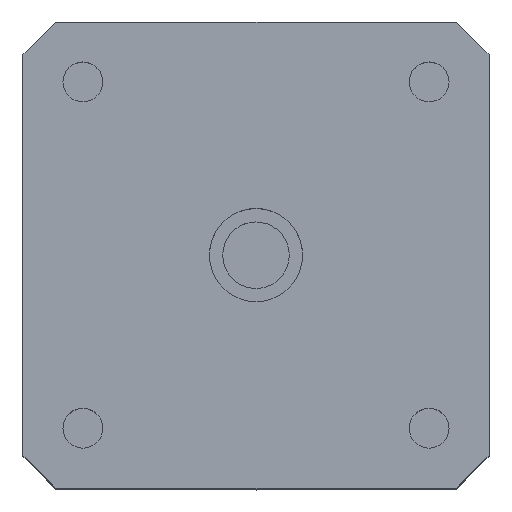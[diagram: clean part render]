
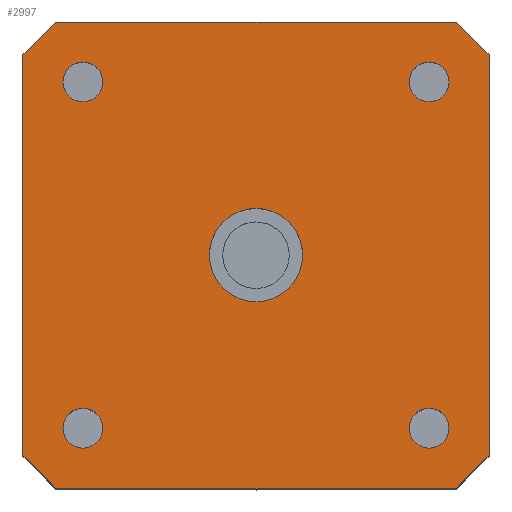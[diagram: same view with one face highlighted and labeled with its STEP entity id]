
A CAD part, top view. The second image highlights one B-rep face of the part: STEP entity #2997.
In plain terms, the highlighted face is planar.
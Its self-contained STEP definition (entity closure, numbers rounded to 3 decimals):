
#228=FACE_BOUND('',#541,.T.);
#229=FACE_BOUND('',#542,.T.);
#230=FACE_BOUND('',#543,.T.);
#231=FACE_BOUND('',#544,.T.);
#232=FACE_BOUND('',#545,.T.);
#282=PLANE('',#3277);
#361=FACE_OUTER_BOUND('',#540,.T.);
#540=EDGE_LOOP('',(#2063,#2064,#2065,#2066,#2067,#2068,#2069,#2070));
#541=EDGE_LOOP('',(#2071));
#542=EDGE_LOOP('',(#2072));
#543=EDGE_LOOP('',(#2073));
#544=EDGE_LOOP('',(#2074));
#545=EDGE_LOOP('',(#2075));
#758=LINE('',#4359,#985);
#761=LINE('',#4365,#988);
#764=LINE('',#4371,#991);
#767=LINE('',#4377,#994);
#770=LINE('',#4383,#997);
#773=LINE('',#4389,#1000);
#776=LINE('',#4395,#1003);
#779=LINE('',#4400,#1006);
#985=VECTOR('',#3576,30.054);
#988=VECTOR('',#3581,3.497);
#991=VECTOR('',#3586,30.054);
#994=VECTOR('',#3591,3.497);
#997=VECTOR('',#3596,30.054);
#1000=VECTOR('',#3601,3.497);
#1003=VECTOR('',#3606,30.054);
#1006=VECTOR('',#3611,3.497);
#1206=CIRCLE('',#3255,3.5);
#1208=CIRCLE('',#3258,1.5);
#1210=CIRCLE('',#3261,1.5);
#1212=CIRCLE('',#3264,1.5);
#1214=CIRCLE('',#3267,1.5);
#1284=VERTEX_POINT('',#4325);
#1286=VERTEX_POINT('',#4331);
#1288=VERTEX_POINT('',#4337);
#1290=VERTEX_POINT('',#4343);
#1292=VERTEX_POINT('',#4349);
#1294=VERTEX_POINT('',#4355);
#1296=VERTEX_POINT('',#4358);
#1298=VERTEX_POINT('',#4364);
#1300=VERTEX_POINT('',#4370);
#1302=VERTEX_POINT('',#4376);
#1304=VERTEX_POINT('',#4382);
#1306=VERTEX_POINT('',#4388);
#1308=VERTEX_POINT('',#4394);
#1573=EDGE_CURVE('',#1284,#1284,#1206,.T.);
#1576=EDGE_CURVE('',#1286,#1286,#1208,.T.);
#1579=EDGE_CURVE('',#1288,#1288,#1210,.T.);
#1582=EDGE_CURVE('',#1290,#1290,#1212,.T.);
#1585=EDGE_CURVE('',#1292,#1292,#1214,.T.);
#1589=EDGE_CURVE('',#1296,#1294,#758,.T.);
#1592=EDGE_CURVE('',#1298,#1296,#761,.T.);
#1595=EDGE_CURVE('',#1300,#1298,#764,.T.);
#1598=EDGE_CURVE('',#1302,#1300,#767,.T.);
#1601=EDGE_CURVE('',#1304,#1302,#770,.T.);
#1604=EDGE_CURVE('',#1306,#1304,#773,.T.);
#1607=EDGE_CURVE('',#1308,#1306,#776,.T.);
#1610=EDGE_CURVE('',#1294,#1308,#779,.T.);
#2063=ORIENTED_EDGE('',*,*,#1589,.T.);
#2064=ORIENTED_EDGE('',*,*,#1610,.T.);
#2065=ORIENTED_EDGE('',*,*,#1607,.T.);
#2066=ORIENTED_EDGE('',*,*,#1604,.T.);
#2067=ORIENTED_EDGE('',*,*,#1601,.T.);
#2068=ORIENTED_EDGE('',*,*,#1598,.T.);
#2069=ORIENTED_EDGE('',*,*,#1595,.T.);
#2070=ORIENTED_EDGE('',*,*,#1592,.T.);
#2071=ORIENTED_EDGE('',*,*,#1585,.T.);
#2072=ORIENTED_EDGE('',*,*,#1582,.T.);
#2073=ORIENTED_EDGE('',*,*,#1579,.T.);
#2074=ORIENTED_EDGE('',*,*,#1576,.T.);
#2075=ORIENTED_EDGE('',*,*,#1573,.T.);
#2997=ADVANCED_FACE('',(#361,#228,#229,#230,#231,#232),#282,.T.);
#3255=AXIS2_PLACEMENT_3D('',#4326,#3540,#3541);
#3258=AXIS2_PLACEMENT_3D('',#4332,#3547,#3548);
#3261=AXIS2_PLACEMENT_3D('',#4338,#3554,#3555);
#3264=AXIS2_PLACEMENT_3D('',#4344,#3561,#3562);
#3267=AXIS2_PLACEMENT_3D('',#4350,#3568,#3569);
#3277=AXIS2_PLACEMENT_3D('',#4402,#3613,#3614);
#3540=DIRECTION('center_axis',(0.,0.,1.));
#3541=DIRECTION('ref_axis',(1.,0.,0.));
#3547=DIRECTION('center_axis',(0.,0.,1.));
#3548=DIRECTION('ref_axis',(1.,0.,0.));
#3554=DIRECTION('center_axis',(0.,0.,1.));
#3555=DIRECTION('ref_axis',(1.,0.,0.));
#3561=DIRECTION('center_axis',(0.,0.,1.));
#3562=DIRECTION('ref_axis',(1.,0.,0.));
#3568=DIRECTION('center_axis',(0.,0.,1.));
#3569=DIRECTION('ref_axis',(1.,0.,0.));
#3576=DIRECTION('',(0.,-1.,0.));
#3581=DIRECTION('',(0.707,-0.707,0.));
#3586=DIRECTION('',(1.,0.,0.));
#3591=DIRECTION('',(0.707,0.707,0.));
#3596=DIRECTION('',(0.,1.,0.));
#3601=DIRECTION('',(-0.707,0.707,0.));
#3606=DIRECTION('',(-1.,0.,0.));
#3611=DIRECTION('',(-0.707,-0.707,0.));
#3613=DIRECTION('center_axis',(0.,0.,-1.));
#3614=DIRECTION('ref_axis',(-1.,0.,0.));
#4325=CARTESIAN_POINT('',(-69.697,77.621,21.21));
#4326=CARTESIAN_POINT('Origin',(-69.697,81.121,21.21));
#4331=CARTESIAN_POINT('',(-82.697,92.621,21.21));
#4332=CARTESIAN_POINT('Origin',(-82.697,94.121,21.21));
#4337=CARTESIAN_POINT('',(-56.697,92.621,21.21));
#4338=CARTESIAN_POINT('Origin',(-56.697,94.121,21.21));
#4343=CARTESIAN_POINT('',(-56.697,66.621,21.21));
#4344=CARTESIAN_POINT('Origin',(-56.697,68.121,21.21));
#4349=CARTESIAN_POINT('',(-82.697,66.621,21.21));
#4350=CARTESIAN_POINT('Origin',(-82.697,68.121,21.21));
#4355=CARTESIAN_POINT('',(-52.197,66.094,21.21));
#4358=CARTESIAN_POINT('',(-52.197,96.148,21.21));
#4359=CARTESIAN_POINT('',(-52.197,96.148,21.21));
#4364=CARTESIAN_POINT('',(-54.67,98.621,21.21));
#4365=CARTESIAN_POINT('',(-54.67,98.621,21.21));
#4370=CARTESIAN_POINT('',(-84.723,98.621,21.21));
#4371=CARTESIAN_POINT('',(-84.723,98.621,21.21));
#4376=CARTESIAN_POINT('',(-87.197,96.148,21.21));
#4377=CARTESIAN_POINT('',(-87.197,96.148,21.21));
#4382=CARTESIAN_POINT('',(-87.197,66.094,21.21));
#4383=CARTESIAN_POINT('',(-87.197,66.094,21.21));
#4388=CARTESIAN_POINT('',(-84.723,63.621,21.21));
#4389=CARTESIAN_POINT('',(-84.723,63.621,21.21));
#4394=CARTESIAN_POINT('',(-54.67,63.621,21.21));
#4395=CARTESIAN_POINT('',(-54.67,63.621,21.21));
#4400=CARTESIAN_POINT('',(-52.197,66.094,21.21));
#4402=CARTESIAN_POINT('Origin',(-52.197,63.621,21.21));
